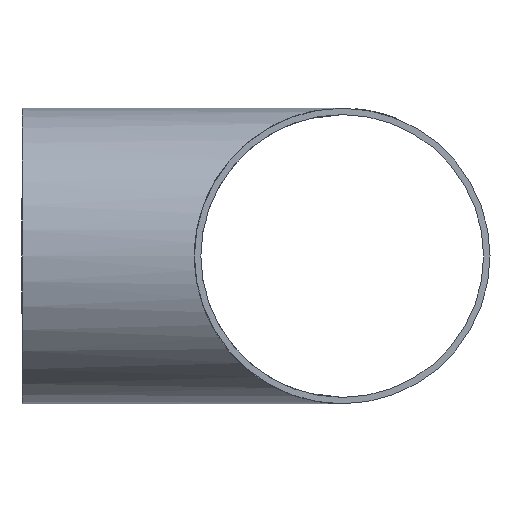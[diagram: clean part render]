
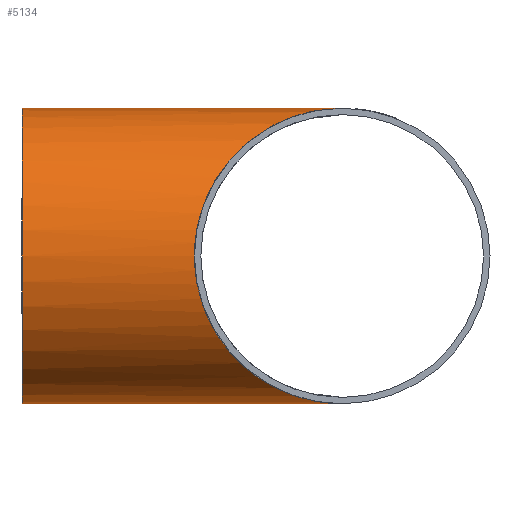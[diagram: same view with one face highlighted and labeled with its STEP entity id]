
A CAD part, left-side view. The second image highlights one B-rep face of the part: STEP entity #5134.
In plain terms, the highlighted cylindrical face has radius 38.1 mm (diameter 76.2 mm), a full revolution.
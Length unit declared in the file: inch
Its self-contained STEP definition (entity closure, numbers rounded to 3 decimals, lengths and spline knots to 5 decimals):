
#45=ELLIPSE('',#5394,2.12132,1.5);
#46=ELLIPSE('',#5395,2.12132,1.5);
#78=FACE_BOUND('',#927,.T.);
#617=FACE_OUTER_BOUND('',#926,.T.);
#926=EDGE_LOOP('',(#4789,#4790));
#927=EDGE_LOOP('',(#4791));
#1027=CIRCLE('',#5408,1.5);
#2520=VERTEX_POINT('',#11246);
#2521=VERTEX_POINT('',#11247);
#2525=VERTEX_POINT('',#11265);
#3280=EDGE_CURVE('',#2520,#2521,#45,.T.);
#3281=EDGE_CURVE('',#2521,#2520,#46,.T.);
#3285=EDGE_CURVE('',#2525,#2525,#1027,.T.);
#4789=ORIENTED_EDGE('',*,*,#3281,.F.);
#4790=ORIENTED_EDGE('',*,*,#3280,.F.);
#4791=ORIENTED_EDGE('',*,*,#3285,.F.);
#4835=CYLINDRICAL_SURFACE('',#5407,1.5);
#5134=ADVANCED_FACE('',(#617,#78),#4835,.T.);
#5394=AXIS2_PLACEMENT_3D('',#11248,#6276,#6277);
#5395=AXIS2_PLACEMENT_3D('',#11249,#6278,#6279);
#5407=AXIS2_PLACEMENT_3D('',#11264,#6302,#6303);
#5408=AXIS2_PLACEMENT_3D('',#11266,#6304,#6305);
#6276=DIRECTION('center_axis',(0.707,-0.707,0.));
#6277=DIRECTION('ref_axis',(-0.707,-0.707,0.));
#6278=DIRECTION('center_axis',(-0.707,-0.707,0.));
#6279=DIRECTION('ref_axis',(-0.707,0.707,0.));
#6302=DIRECTION('center_axis',(0.,1.,0.));
#6303=DIRECTION('ref_axis',(-1.,0.,0.));
#6304=DIRECTION('center_axis',(0.,1.,0.));
#6305=DIRECTION('ref_axis',(1.,0.,0.));
#11246=CARTESIAN_POINT('',(0.,0.,
-1.5));
#11247=CARTESIAN_POINT('',(0.,0.,
1.5));
#11248=CARTESIAN_POINT('Origin',(0.,0.,
0.));
#11249=CARTESIAN_POINT('Origin',(0.,0.,
0.));
#11264=CARTESIAN_POINT('Origin',(0.,1.625,0.));
#11265=CARTESIAN_POINT('',(-1.5,3.25,0.));
#11266=CARTESIAN_POINT('Origin',(0.,3.25,0.));
